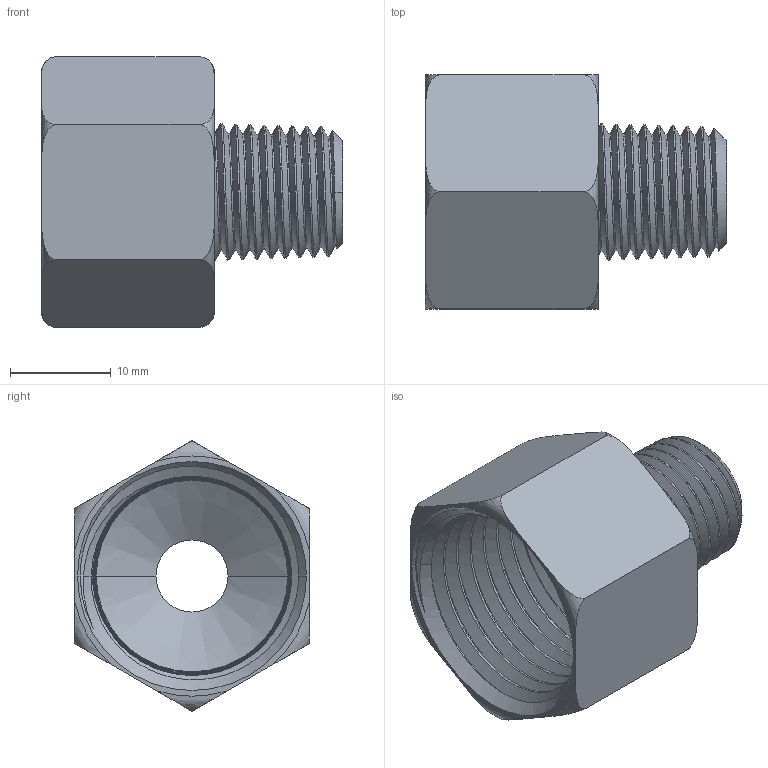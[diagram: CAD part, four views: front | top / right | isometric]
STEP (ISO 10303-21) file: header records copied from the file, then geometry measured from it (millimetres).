
FILE_DESCRIPTION(/* description */ (''),/* implementation_level */ '2;1');
FILE_NAME(/* name */ '120-N2-N4.stp',/* time_stamp */ '2024-01-23T10:11:32-05:00',/* author */ ('esanner'),/* organization */ (''),/* preprocessor_version */ 'ST-DEVELOPER v19',/* originating_system */ 'AutoCAD Mechanical',/* authorisation */ '');
FILE_SCHEMA (('AUTOMOTIVE_DESIGN { 1 0 10303 214 3 1 1 }'));
Length unit declared in the file: millimetre
Products named in the file (2): Product; 120-N2-N4
Assembly tree (1 placements, depth 2):
  Product
    120-N2-N4
Bounding box: 29.83 x 23.2 x 26.79 mm (x, y, z)
Volume: 3893.2 mm3; surface area: 4758.8 mm2
Topology: 1 solids, 1 shells, 61 faces, 187 edges, 130 vertices
Faces by surface type: cone 32, torus 12, plane 10, bspline 6, cylinder 1
Full cylindrical faces by diameter (mm): 7.144 x1
Entity records: 12902 total; most frequent: CARTESIAN_POINT 11383, ORIENTED_EDGE 374, DIRECTION 217, EDGE_CURVE 187, VERTEX_POINT 130, B_SPLINE_CURVE_WITH_KNOTS 112, AXIS2_PLACEMENT_3D 84, EDGE_LOOP 65
